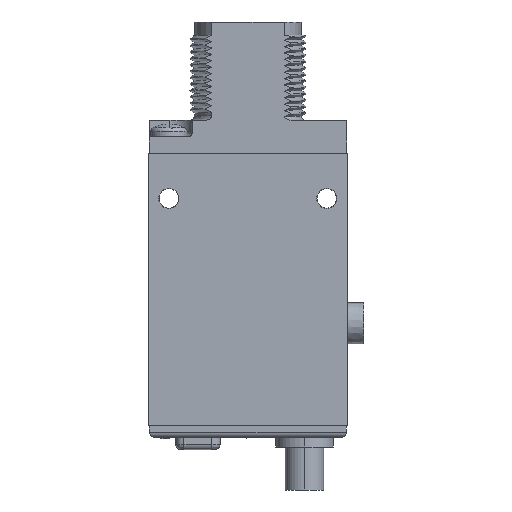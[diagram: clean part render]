
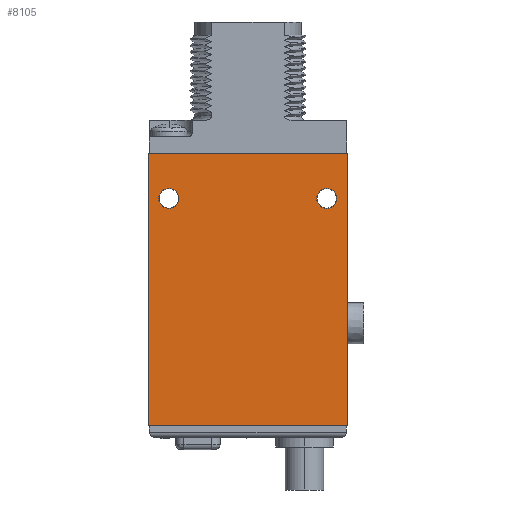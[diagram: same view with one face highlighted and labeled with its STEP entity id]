
A CAD part, left-side view. The second image highlights one B-rep face of the part: STEP entity #8105.
In plain terms, the highlighted planar face has unit normal (-1, 0, 0).
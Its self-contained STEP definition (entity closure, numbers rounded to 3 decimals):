
#1=DIRECTION('',(0.,-1.,0.));
#2=VECTOR('',#1,0.076);
#3=CARTESIAN_POINT('',(-6.02,-15.291,0.));
#4=LINE('',#3,#2);
#5=DIRECTION('',(0.,0.,-1.));
#6=VECTOR('',#5,42.164);
#7=CARTESIAN_POINT('',(-6.02,-15.367,0.));
#8=LINE('',#7,#6);
#9=DIRECTION('',(0.,1.,0.));
#10=VECTOR('',#9,30.785);
#11=CARTESIAN_POINT('',(-6.02,-15.367,-42.164));
#12=LINE('',#11,#10);
#13=DIRECTION('',(0.,0.,1.));
#14=VECTOR('',#13,42.164);
#15=CARTESIAN_POINT('',(-6.02,15.418,-42.164));
#16=LINE('',#15,#14);
#17=DIRECTION('',(0.,-1.,0.));
#18=VECTOR('',#17,0.127);
#19=CARTESIAN_POINT('',(-6.02,15.418,0.));
#20=LINE('',#19,#18);
#21=DIRECTION('',(0.,-1.,0.));
#22=VECTOR('',#21,30.582);
#23=CARTESIAN_POINT('',(-6.02,15.291,0.));
#24=LINE('',#23,#22);
#25=CARTESIAN_POINT('',(-6.02,12.243,-6.985));
#26=DIRECTION('',(1.,0.,0.));
#27=DIRECTION('',(0.,0.,-1.));
#28=AXIS2_PLACEMENT_3D('',#25,#26,#27);
#30=CARTESIAN_POINT('',(-6.02,12.243,-6.985));
#31=DIRECTION('',(1.,0.,0.));
#32=DIRECTION('',(0.,0.,1.));
#33=AXIS2_PLACEMENT_3D('',#30,#31,#32);
#35=CARTESIAN_POINT('',(-6.02,-12.192,-6.985));
#36=DIRECTION('',(1.,0.,0.));
#37=DIRECTION('',(0.,0.,-1.));
#38=AXIS2_PLACEMENT_3D('',#35,#36,#37);
#40=CARTESIAN_POINT('',(-6.02,-12.192,-6.985));
#41=DIRECTION('',(1.,0.,0.));
#42=DIRECTION('',(0.,0.,1.));
#43=AXIS2_PLACEMENT_3D('',#40,#41,#42);
#7024=CARTESIAN_POINT('',(-6.02,-15.367,0.));
#7025=CARTESIAN_POINT('',(-6.02,-15.367,-42.164));
#7026=VERTEX_POINT('',#7024);
#7027=VERTEX_POINT('',#7025);
#7028=CARTESIAN_POINT('',(-6.02,15.418,-42.164));
#7029=VERTEX_POINT('',#7028);
#7030=CARTESIAN_POINT('',(-6.02,15.418,0.));
#7031=VERTEX_POINT('',#7030);
#7040=CARTESIAN_POINT('',(-6.02,12.243,-8.535));
#7041=CARTESIAN_POINT('',(-6.02,12.243,-5.435));
#7042=VERTEX_POINT('',#7040);
#7043=VERTEX_POINT('',#7041);
#7044=CARTESIAN_POINT('',(-6.02,-12.192,-8.535));
#7045=CARTESIAN_POINT('',(-6.02,-12.192,-5.435));
#7046=VERTEX_POINT('',#7044);
#7047=VERTEX_POINT('',#7045);
#7880=CARTESIAN_POINT('',(-6.02,15.291,0.));
#7881=CARTESIAN_POINT('',(-6.02,-15.291,0.));
#7882=VERTEX_POINT('',#7880);
#7883=VERTEX_POINT('',#7881);
#8074=CARTESIAN_POINT('',(-6.02,-15.367,0.));
#8075=DIRECTION('',(1.,0.,0.));
#8076=DIRECTION('',(0.,0.,-1.));
#8077=AXIS2_PLACEMENT_3D('',#8074,#8075,#8076);
#8078=PLANE('',#8077);
#8080=ORIENTED_EDGE('',*,*,#8079,.T.);
#8082=ORIENTED_EDGE('',*,*,#8081,.T.);
#8084=ORIENTED_EDGE('',*,*,#8083,.T.);
#8086=ORIENTED_EDGE('',*,*,#8085,.T.);
#8088=ORIENTED_EDGE('',*,*,#8087,.T.);
#8090=ORIENTED_EDGE('',*,*,#8089,.T.);
#8091=EDGE_LOOP('',(#8080,#8082,#8084,#8086,#8088,#8090));
#8092=FACE_OUTER_BOUND('',#8091,.F.);
#8094=ORIENTED_EDGE('',*,*,#8093,.F.);
#8096=ORIENTED_EDGE('',*,*,#8095,.F.);
#8097=EDGE_LOOP('',(#8094,#8096));
#8098=FACE_BOUND('',#8097,.F.);
#8100=ORIENTED_EDGE('',*,*,#8099,.F.);
#8102=ORIENTED_EDGE('',*,*,#8101,.F.);
#8103=EDGE_LOOP('',(#8100,#8102));
#8104=FACE_BOUND('',#8103,.F.);
#8105=ADVANCED_FACE('',(#8092,#8098,#8104),#8078,.F.);
#29=CIRCLE('',#28,1.55);
#34=CIRCLE('',#33,1.55);
#39=CIRCLE('',#38,1.55);
#44=CIRCLE('',#43,1.55);
#8079=EDGE_CURVE('',#7883,#7026,#4,.T.);
#8081=EDGE_CURVE('',#7026,#7027,#8,.T.);
#8083=EDGE_CURVE('',#7027,#7029,#12,.T.);
#8085=EDGE_CURVE('',#7029,#7031,#16,.T.);
#8087=EDGE_CURVE('',#7031,#7882,#20,.T.);
#8089=EDGE_CURVE('',#7882,#7883,#24,.T.);
#8093=EDGE_CURVE('',#7042,#7043,#29,.T.);
#8095=EDGE_CURVE('',#7043,#7042,#34,.T.);
#8099=EDGE_CURVE('',#7046,#7047,#39,.T.);
#8101=EDGE_CURVE('',#7047,#7046,#44,.T.);
